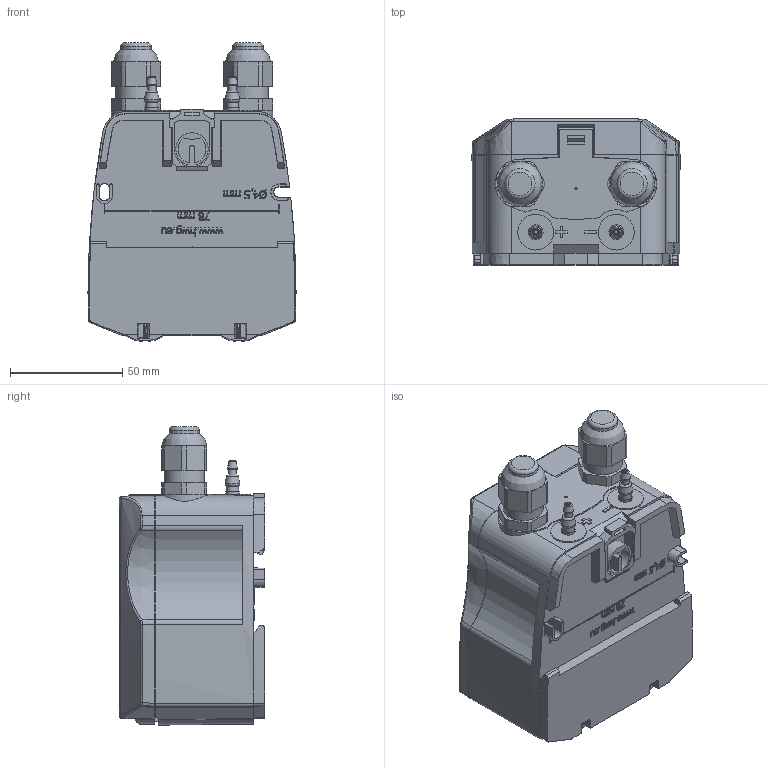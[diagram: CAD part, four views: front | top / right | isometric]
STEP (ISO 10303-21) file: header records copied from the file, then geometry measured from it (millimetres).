
FILE_DESCRIPTION(/* description */ (''),/* implementation_level */ '2;1');
FILE_NAME(/* name */ 'PS17-Katalogmodell.stp',/* time_stamp */ '2019-01-28T13:50:43+01:00',/* author */ ('nwolf'),/* organization */ (''),/* preprocessor_version */ 'ST-DEVELOPER v17',/* originating_system */ 'Autodesk Inventor 2018',/* authorisation */ '');
FILE_SCHEMA (('AUTOMOTIVE_DESIGN { 1 0 10303 214 3 1 1 }'));
Products named in the file (7): PS17-Katalogmodell; 1000.014193; 1020.003394; 1520.001834; 3090.001499; 1000.014203; 7000.003784
Assembly tree (8 placements, depth 2):
  PS17-Katalogmodell
    1000.014193
    1020.003394
    1520.001834  x2
    3090.001499  x2
    1000.014203
    7000.003784
Bounding box: 92.84 x 65.1 x 133.08 mm (x, y, z)
Volume: 118107.7 mm3; surface area: 102797.6 mm2
Topology: 8 solids, 8 shells, 1632 faces, 4318 edges, 2833 vertices
Faces by surface type: plane 977, cylinder 312, bspline 207, cone 108, sphere 18, torus 10
Full cylindrical faces by diameter (mm): 0.1 x1, 1.6 x2, 2.4 x2, 2.8 x1, 3 x7, 3.1 x2, 3.5 x4, 4 x4, 5.5 x2, 6 x2, 10 x4, 11 x2, 13.5 x2, 14.376 x2, 16 x4, 16.2 x2, 18 x2
Entity records: 51316 total; most frequent: CARTESIAN_POINT 16250, ORIENTED_EDGE 7518, DIRECTION 6775, EDGE_CURVE 3759, VERTEX_POINT 2456, LINE 2355, VECTOR 2355, AXIS2_PLACEMENT_3D 2210
